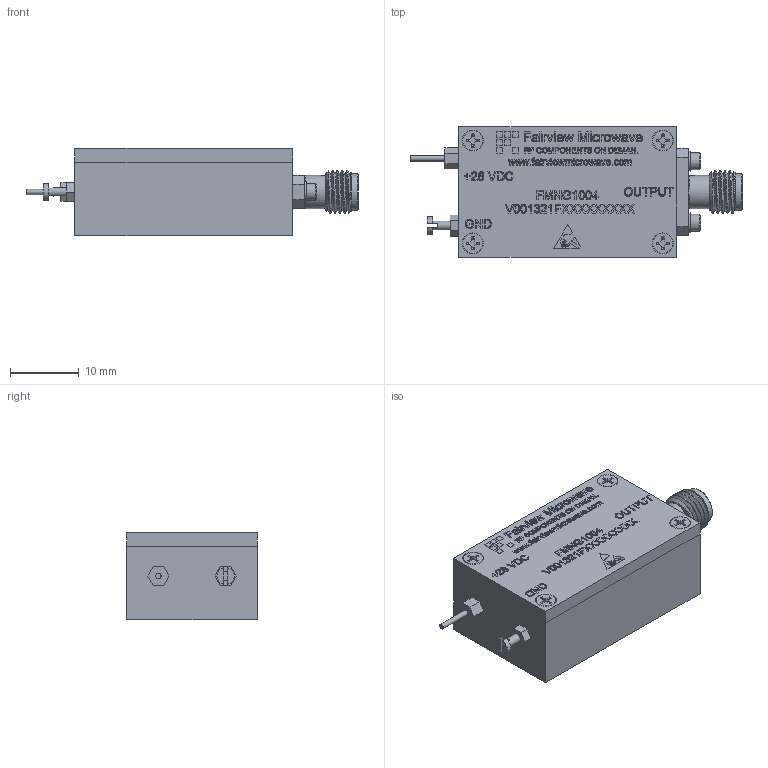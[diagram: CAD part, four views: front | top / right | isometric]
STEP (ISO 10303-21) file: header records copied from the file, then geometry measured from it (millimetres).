
FILE_DESCRIPTION (( 'STEP AP203' ), '1' );
FILE_NAME ('FMNG1004_3D.step', '2020-07-23T16:19:05', ( '' ), ( '' ), 'SwSTEP 2.0', 'SolidWorks 2018', '' );
FILE_SCHEMA (( 'CONFIG_CONTROL_DESIGN' ));
Products named in the file (1): FMNG1004_3D
Bounding box: 48.39 x 19.05 x 12.7 mm (x, y, z)
Volume: 7910.7 mm3; surface area: 3121.7 mm2
Topology: 1 solids, 4 shells, 1748 faces, 4648 edges, 3085 vertices
Faces by surface type: plane 1121, bspline 525, cone 61, cylinder 39, torus 2
Full cylindrical faces by diameter (mm): 0.762 x1, 0.94 x1, 1.194 x2, 1.27 x1, 1.524 x6, 1.778 x4, 1.854 x2, 2.184 x4, 2.438 x2, 2.54 x1, 2.946 x2, 3.048 x4, 4.521 x1, 4.826 x1, 5.334 x1
Entity records: 80149 total; most frequent: CARTESIAN_POINT 40644, ORIENTED_EDGE 9132, DIRECTION 6029, EDGE_CURVE 4566, VECTOR 3271, LINE 3271, VERTEX_POINT 3056, EDGE_LOOP 1976
